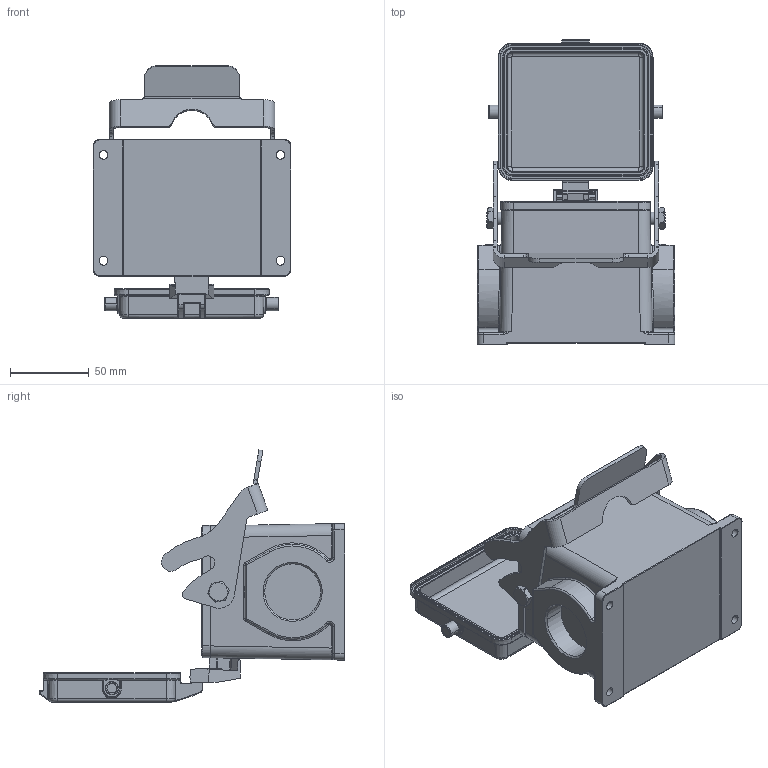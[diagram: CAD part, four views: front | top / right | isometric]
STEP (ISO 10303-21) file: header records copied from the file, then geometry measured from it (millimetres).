
FILE_DESCRIPTION(/* description */ (''),/* implementation_level */ '2;1');
FILE_NAME(/* name */ '3D_1110322651112_H32B-SF-1L_S-MCV-PG29_V1.1.stp',/* time_stamp */ '2024-02-01T13:09:55+08:00',/* author */ (''),/* organization */ (''),/* preprocessor_version */ 'ST-DEVELOPER v18.1',/* originating_system */ 'SIEMENS PLM Software NX 1980',/* authorisation */ '');
FILE_SCHEMA (('AUTOMOTIVE_DESIGN { 1 0 10303 214 3 1 1 1 }'));
Length unit declared in the file: millimetre
Products named in the file (1): 3D_1110322651104_H32B-SF-1L_S-MCV-M32_V1.0_stp
Bounding box: 125 x 193.42 x 159.54 mm (x, y, z)
Volume: 368738.6 mm3; surface area: 137794.5 mm2
Topology: 1 solids, 2 shells, 1145 faces, 2872 edges, 1741 vertices
Faces by surface type: cylinder 453, plane 370, torus 168, cone 64, bspline 53, sphere 35, revolution 2
Full cylindrical faces by diameter (mm): 8 x2
Entity records: 40564 total; most frequent: CARTESIAN_POINT 14900, ORIENTED_EDGE 5666, DIRECTION 4910, EDGE_CURVE 2833, AXIS2_PLACEMENT_3D 1844, VERTEX_POINT 1737, LINE 1220, VECTOR 1220
